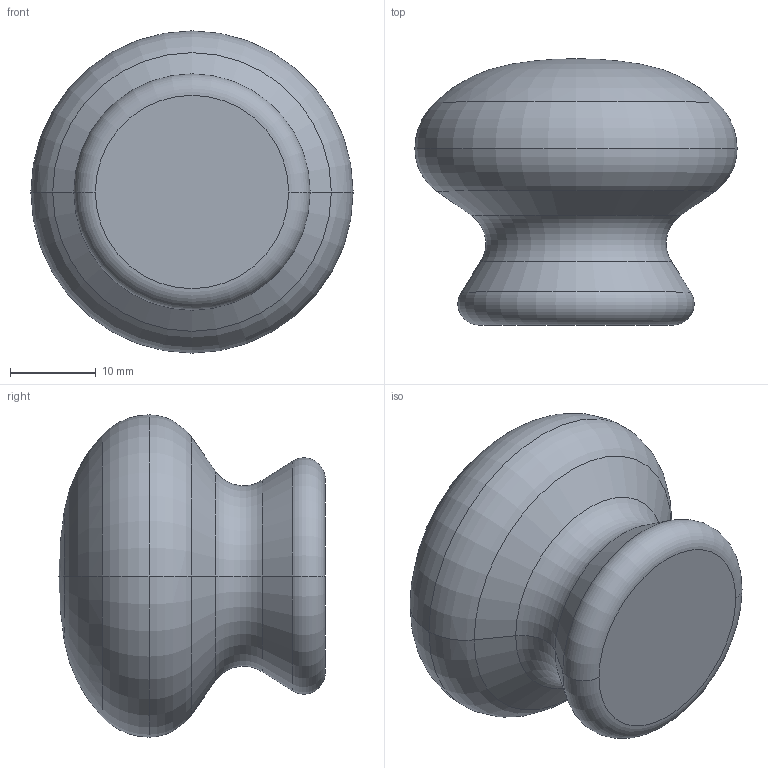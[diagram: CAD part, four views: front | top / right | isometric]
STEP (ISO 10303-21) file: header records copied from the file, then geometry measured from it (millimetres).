
FILE_DESCRIPTION(('Creo Elements/Direct Modeling STEP Export'),'2;1');
FILE_NAME('SP7-39.stp','2024-09-12T10:00:47',(''),(''),'Creo Elements/Direct Modeling STEP processor for AP214 (Solid Model)','Creo Elements/Direct Modeling 20.0 12-Nov-2016 (C) Parametric Technology GmbH','');
FILE_SCHEMA(('AUTOMOTIVE_DESIGN { 1 0 10303 214 1 1 1 1 }'));
Length unit declared in the file: millimetre
Products named in the file (1): SP7-39
Bounding box: 37.5 x 31 x 37.5 mm (x, y, z)
Volume: 20706.9 mm3; surface area: 4294.9 mm2
Topology: 1 solids, 1 shells, 17 faces, 34 edges, 17 vertices
Faces by surface type: torus 10, cone 4, sphere 2, plane 1
Entity records: 407 total; most frequent: DIRECTION 78, ORIENTED_EDGE 64, CARTESIAN_POINT 58, AXIS2_PLACEMENT_3D 37, EDGE_CURVE 32, CIRCLE 19, VERTEX_POINT 17, EDGE_LOOP 17
